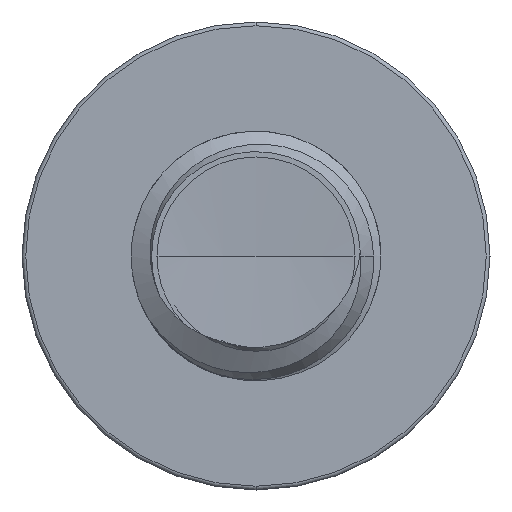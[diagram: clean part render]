
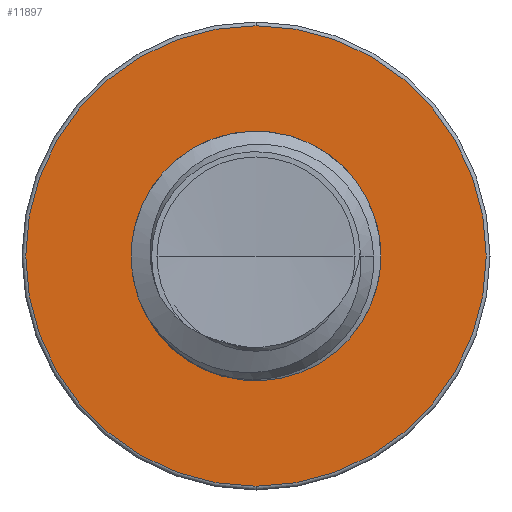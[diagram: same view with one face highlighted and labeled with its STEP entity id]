
A CAD part, front view. The second image highlights one B-rep face of the part: STEP entity #11897.
In plain terms, the highlighted planar face has unit normal (0, -1, 0).
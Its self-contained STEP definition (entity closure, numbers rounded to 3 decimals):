
#130 = ORIENTED_EDGE ( 'NONE', *, *, #2319, .F. ) ;
#241 = AXIS2_PLACEMENT_3D ( 'NONE', #3544, #5690, #13058 ) ;
#566 = CARTESIAN_POINT ( 'NONE',  ( 0., 2.5, -0.786 ) ) ;
#948 = EDGE_LOOP ( 'NONE', ( #11207, #11429 ) ) ;
#1060 = EDGE_CURVE ( 'NONE', #2827, #12205, #6089, .T. ) ;
#1383 = PLANE ( 'NONE',  #241 ) ;
#1533 = AXIS2_PLACEMENT_3D ( 'NONE', #6056, #5874, #5892 ) ;
#1601 = EDGE_CURVE ( 'NONE', #1795, #3149, #1920, .T. ) ;
#1719 = CARTESIAN_POINT ( 'NONE',  ( 0., 2.5, 0. ) ) ;
#1795 = VERTEX_POINT ( 'NONE', #10847 ) ;
#1920 = CIRCLE ( 'NONE', #4668, 0.786 ) ;
#2031 = DIRECTION ( 'NONE',  ( 0., -1., 0. ) ) ;
#2319 = EDGE_CURVE ( 'NONE', #3149, #1795, #11836, .T. ) ;
#2827 = VERTEX_POINT ( 'NONE', #12649 ) ;
#3149 = VERTEX_POINT ( 'NONE', #566 ) ;
#3544 = CARTESIAN_POINT ( 'NONE',  ( 0., 2.5, 0.786 ) ) ;
#4444 = AXIS2_PLACEMENT_3D ( 'NONE', #8397, #2031, #9452 ) ;
#4639 = DIRECTION ( 'NONE',  ( 0., -1., 0. ) ) ;
#4668 = AXIS2_PLACEMENT_3D ( 'NONE', #1719, #8096, #6764 ) ;
#5690 = DIRECTION ( 'NONE',  ( 0., -1., 0. ) ) ;
#5874 = DIRECTION ( 'NONE',  ( 0., -1., 0. ) ) ;
#5892 = DIRECTION ( 'NONE',  ( 0., 0., -1. ) ) ;
#6056 = CARTESIAN_POINT ( 'NONE',  ( 0., 2.5, 0. ) ) ;
#6089 = CIRCLE ( 'NONE', #8488, 1.476 ) ;
#6742 = FACE_OUTER_BOUND ( 'NONE', #948, .T. ) ;
#6764 = DIRECTION ( 'NONE',  ( 0., 0., -1. ) ) ;
#7745 = EDGE_CURVE ( 'NONE', #12205, #2827, #10057, .T. ) ;
#8096 = DIRECTION ( 'NONE',  ( 0., -1., 0. ) ) ;
#8397 = CARTESIAN_POINT ( 'NONE',  ( 0., 2.5, 0. ) ) ;
#8488 = AXIS2_PLACEMENT_3D ( 'NONE', #10959, #4639, #12016 ) ;
#9057 = CARTESIAN_POINT ( 'NONE',  ( 0., 2.5, -1.476 ) ) ;
#9452 = DIRECTION ( 'NONE',  ( 0., 0., -1. ) ) ;
#9582 = ORIENTED_EDGE ( 'NONE', *, *, #1601, .F. ) ;
#10057 = CIRCLE ( 'NONE', #4444, 1.476 ) ;
#10847 = CARTESIAN_POINT ( 'NONE',  ( 0., 2.5, 0.786 ) ) ;
#10959 = CARTESIAN_POINT ( 'NONE',  ( 0., 2.5, 0. ) ) ;
#11207 = ORIENTED_EDGE ( 'NONE', *, *, #7745, .T. ) ;
#11429 = ORIENTED_EDGE ( 'NONE', *, *, #1060, .T. ) ;
#11836 = CIRCLE ( 'NONE', #1533, 0.786 ) ;
#11897 = ADVANCED_FACE ( 'NONE', ( #6742, #12334 ), #1383, .T. ) ;
#12016 = DIRECTION ( 'NONE',  ( 0., 0., -1. ) ) ;
#12205 = VERTEX_POINT ( 'NONE', #9057 ) ;
#12334 = FACE_BOUND ( 'NONE', #13709, .T. ) ;
#12649 = CARTESIAN_POINT ( 'NONE',  ( 0., 2.5, 1.476 ) ) ;
#13058 = DIRECTION ( 'NONE',  ( 0., 0., -1. ) ) ;
#13709 = EDGE_LOOP ( 'NONE', ( #130, #9582 ) ) ;
